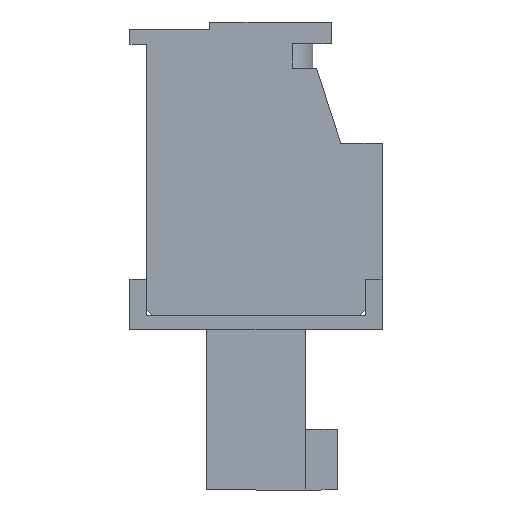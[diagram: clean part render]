
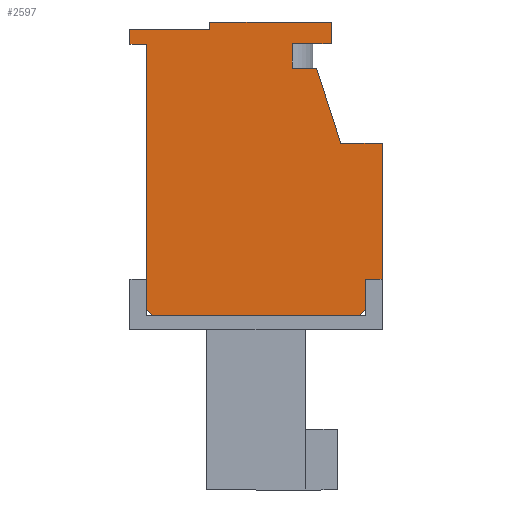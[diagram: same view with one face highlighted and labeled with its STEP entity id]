
A CAD part, left-side view. The second image highlights one B-rep face of the part: STEP entity #2597.
In plain terms, the highlighted planar face has unit normal (-1, 0, 0).
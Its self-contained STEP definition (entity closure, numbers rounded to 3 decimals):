
#2597 = ADVANCED_FACE( '', ( #5172 ), #5173, .T. );
#5172 = FACE_OUTER_BOUND( '', #7724, .T. );
#5173 = PLANE( '', #7725 );
#7724 = EDGE_LOOP( '', ( #14988, #14989, #14990, #14991, #14992, #14993, #14994, #14995, #14996, #14997, #14998, #14999, #15000, #15001, #15002, #15003, #15004, #15005 ) );
#7725 = AXIS2_PLACEMENT_3D( '', #15006, #15007, #15008 );
#14988 = ORIENTED_EDGE( '', *, *, #16897, .T. );
#14989 = ORIENTED_EDGE( '', *, *, #16419, .T. );
#14990 = ORIENTED_EDGE( '', *, *, #15831, .F. );
#14991 = ORIENTED_EDGE( '', *, *, #18140, .T. );
#14992 = ORIENTED_EDGE( '', *, *, #18039, .T. );
#14993 = ORIENTED_EDGE( '', *, *, #17451, .T. );
#14994 = ORIENTED_EDGE( '', *, *, #16986, .T. );
#14995 = ORIENTED_EDGE( '', *, *, #18444, .T. );
#14996 = ORIENTED_EDGE( '', *, *, #16684, .T. );
#14997 = ORIENTED_EDGE( '', *, *, #18282, .T. );
#14998 = ORIENTED_EDGE( '', *, *, #17655, .T. );
#14999 = ORIENTED_EDGE( '', *, *, #15966, .T. );
#15000 = ORIENTED_EDGE( '', *, *, #17275, .T. );
#15001 = ORIENTED_EDGE( '', *, *, #17127, .T. );
#15002 = ORIENTED_EDGE( '', *, *, #18445, .T. );
#15003 = ORIENTED_EDGE( '', *, *, #18335, .T. );
#15004 = ORIENTED_EDGE( '', *, *, #18297, .T. );
#15005 = ORIENTED_EDGE( '', *, *, #16163, .T. );
#15006 = CARTESIAN_POINT( '', ( -12.25, 0., 0. ) );
#15007 = DIRECTION( '', ( -1., 0., 0. ) );
#15008 = DIRECTION( '', ( 0., 0., 1. ) );
#15831 = EDGE_CURVE( '', #19077, #19078, #19079, .T. );
#15966 = EDGE_CURVE( '', #19290, #19316, #19318, .T. );
#16163 = EDGE_CURVE( '', #19648, #19649, #19650, .T. );
#16419 = EDGE_CURVE( '', #20079, #19078, #20080, .T. );
#16684 = EDGE_CURVE( '', #20503, #20504, #20505, .T. );
#16897 = EDGE_CURVE( '', #19649, #20079, #20841, .T. );
#16986 = EDGE_CURVE( '', #20949, #20979, #20981, .T. );
#17127 = EDGE_CURVE( '', #21196, #21197, #21198, .T. );
#17275 = EDGE_CURVE( '', #19316, #21196, #21415, .T. );
#17451 = EDGE_CURVE( '', #21661, #20949, #21664, .T. );
#17655 = EDGE_CURVE( '', #21931, #19290, #21934, .T. );
#18039 = EDGE_CURVE( '', #22404, #21661, #22405, .T. );
#18140 = EDGE_CURVE( '', #19077, #22404, #22520, .T. );
#18282 = EDGE_CURVE( '', #20504, #21931, #22681, .T. );
#18297 = EDGE_CURVE( '', #22699, #19648, #22700, .T. );
#18335 = EDGE_CURVE( '', #22740, #22699, #22741, .T. );
#18444 = EDGE_CURVE( '', #20979, #20503, #22853, .T. );
#18445 = EDGE_CURVE( '', #21197, #22740, #22854, .T. );
#19077 = VERTEX_POINT( '', #23738 );
#19078 = VERTEX_POINT( '', #23739 );
#19079 = LINE( '', #23740, #23741 );
#19290 = VERTEX_POINT( '', #24068 );
#19316 = VERTEX_POINT( '', #24101 );
#19318 = LINE( '', #24104, #24105 );
#19648 = VERTEX_POINT( '', #24580 );
#19649 = VERTEX_POINT( '', #24581 );
#19650 = LINE( '', #24582, #24583 );
#20079 = VERTEX_POINT( '', #25214 );
#20080 = LINE( '', #25215, #25216 );
#20503 = VERTEX_POINT( '', #25834 );
#20504 = VERTEX_POINT( '', #25835 );
#20505 = LINE( '', #25836, #25837 );
#20841 = LINE( '', #26337, #26338 );
#20949 = VERTEX_POINT( '', #26498 );
#20979 = VERTEX_POINT( '', #26547 );
#20981 = LINE( '', #26550, #26551 );
#21196 = VERTEX_POINT( '', #26864 );
#21197 = VERTEX_POINT( '', #26865 );
#21198 = LINE( '', #26866, #26867 );
#21415 = LINE( '', #27188, #27189 );
#21661 = VERTEX_POINT( '', #27605 );
#21664 = LINE( '', #27610, #27611 );
#21931 = VERTEX_POINT( '', #28015 );
#21934 = LINE( '', #28020, #28021 );
#22404 = VERTEX_POINT( '', #28728 );
#22405 = LINE( '', #28729, #28730 );
#22520 = LINE( '', #28903, #28904 );
#22681 = LINE( '', #29133, #29134 );
#22699 = VERTEX_POINT( '', #29154 );
#22700 = LINE( '', #29155, #29156 );
#22740 = VERTEX_POINT( '', #29215 );
#22741 = LINE( '', #29216, #29217 );
#22853 = LINE( '', #29374, #29375 );
#22854 = LINE( '', #29376, #29377 );
#23738 = CARTESIAN_POINT( '', ( -12.25, -4.25, -5.34 ) );
#23739 = CARTESIAN_POINT( '', ( -12.25, 4.25, -5.34 ) );
#23740 = CARTESIAN_POINT( '', ( -12.25, 0., -5.34 ) );
#23741 = VECTOR( '', #29744, 1000. );
#24068 = CARTESIAN_POINT( '', ( -12.25, -1.5, 5.86 ) );
#24101 = CARTESIAN_POINT( '', ( -12.25, -3.1, 5.86 ) );
#24104 = CARTESIAN_POINT( '', ( -12.25, -1.5, 5.86 ) );
#24105 = VECTOR( '', #29896, 1000. );
#24580 = CARTESIAN_POINT( '', ( -12.25, 5.2, 5.84 ) );
#24581 = CARTESIAN_POINT( '', ( -12.25, 4.5, 5.84 ) );
#24582 = CARTESIAN_POINT( '', ( -12.25, 5.2, 5.84 ) );
#24583 = VECTOR( '', #30076, 1000. );
#25214 = CARTESIAN_POINT( '', ( -12.25, 4.5, -5.09 ) );
#25215 = CARTESIAN_POINT( '', ( -12.25, 4.795, -4.795 ) );
#25216 = VECTOR( '', #30319, 1000. );
#25834 = CARTESIAN_POINT( '', ( -12.25, -3.5, 1.76 ) );
#25835 = CARTESIAN_POINT( '', ( -12.25, -2.5, 4.86 ) );
#25836 = CARTESIAN_POINT( '', ( -12.25, -3.5, 1.76 ) );
#25837 = VECTOR( '', #30564, 1000. );
#26337 = CARTESIAN_POINT( '', ( -12.25, 4.5, 5.84 ) );
#26338 = VECTOR( '', #30770, 1000. );
#26498 = CARTESIAN_POINT( '', ( -12.25, -5.2, -3.84 ) );
#26547 = CARTESIAN_POINT( '', ( -12.25, -5.2, 1.76 ) );
#26550 = CARTESIAN_POINT( '', ( -12.25, -5.2, -3.84 ) );
#26551 = VECTOR( '', #30845, 1000. );
#26864 = CARTESIAN_POINT( '', ( -12.25, -3.1, 6.76 ) );
#26865 = CARTESIAN_POINT( '', ( -12.25, 1.9, 6.76 ) );
#26866 = CARTESIAN_POINT( '', ( -12.25, -3.1, 6.76 ) );
#26867 = VECTOR( '', #30983, 1000. );
#27188 = CARTESIAN_POINT( '', ( -12.25, -3.1, 5.86 ) );
#27189 = VECTOR( '', #31127, 1000. );
#27605 = CARTESIAN_POINT( '', ( -12.25, -4.5, -3.84 ) );
#27610 = CARTESIAN_POINT( '', ( -12.25, -4.5, -3.84 ) );
#27611 = VECTOR( '', #31268, 1000. );
#28015 = CARTESIAN_POINT( '', ( -12.25, -1.5, 4.86 ) );
#28020 = CARTESIAN_POINT( '', ( -12.25, -1.5, 4.86 ) );
#28021 = VECTOR( '', #31444, 1000. );
#28728 = CARTESIAN_POINT( '', ( -12.25, -4.5, -5.09 ) );
#28729 = CARTESIAN_POINT( '', ( -12.25, -4.5, -5.84 ) );
#28730 = VECTOR( '', #31709, 1000. );
#28903 = CARTESIAN_POINT( '', ( -12.25, -4.795, -4.795 ) );
#28904 = VECTOR( '', #31786, 1000. );
#29133 = CARTESIAN_POINT( '', ( -12.25, -1.5, 4.86 ) );
#29134 = VECTOR( '', #31879, 1000. );
#29154 = CARTESIAN_POINT( '', ( -12.25, 5.2, 6.46 ) );
#29155 = CARTESIAN_POINT( '', ( -12.25, 5.2, 6.46 ) );
#29156 = VECTOR( '', #31897, 1000. );
#29215 = CARTESIAN_POINT( '', ( -12.25, 1.9, 6.46 ) );
#29216 = CARTESIAN_POINT( '', ( -12.25, 1.9, 6.46 ) );
#29217 = VECTOR( '', #31917, 1000. );
#29374 = CARTESIAN_POINT( '', ( -12.25, -5.2, 1.76 ) );
#29375 = VECTOR( '', #31960, 1000. );
#29376 = CARTESIAN_POINT( '', ( -12.25, 1.9, 6.76 ) );
#29377 = VECTOR( '', #31961, 1000. );
#29744 = DIRECTION( '', ( 0., 1., 0. ) );
#29896 = DIRECTION( '', ( 0., -1., 0. ) );
#30076 = DIRECTION( '', ( 0., -1., 0. ) );
#30319 = DIRECTION( '', ( 0., -0.707, -0.707 ) );
#30564 = DIRECTION( '', ( 0., 0.307, 0.952 ) );
#30770 = DIRECTION( '', ( 0., 0., -1. ) );
#30845 = DIRECTION( '', ( 0., 0., 1. ) );
#30983 = DIRECTION( '', ( 0., 1., 0. ) );
#31127 = DIRECTION( '', ( 0., 0., 1. ) );
#31268 = DIRECTION( '', ( 0., -1., 0. ) );
#31444 = DIRECTION( '', ( 0., 0., 1. ) );
#31709 = DIRECTION( '', ( 0., 0., 1. ) );
#31786 = DIRECTION( '', ( 0., -0.707, 0.707 ) );
#31879 = DIRECTION( '', ( 0., 1., 0. ) );
#31897 = DIRECTION( '', ( 0., 0., -1. ) );
#31917 = DIRECTION( '', ( 0., 1., 0. ) );
#31960 = DIRECTION( '', ( 0., 1., 0. ) );
#31961 = DIRECTION( '', ( 0., 0., -1. ) );
